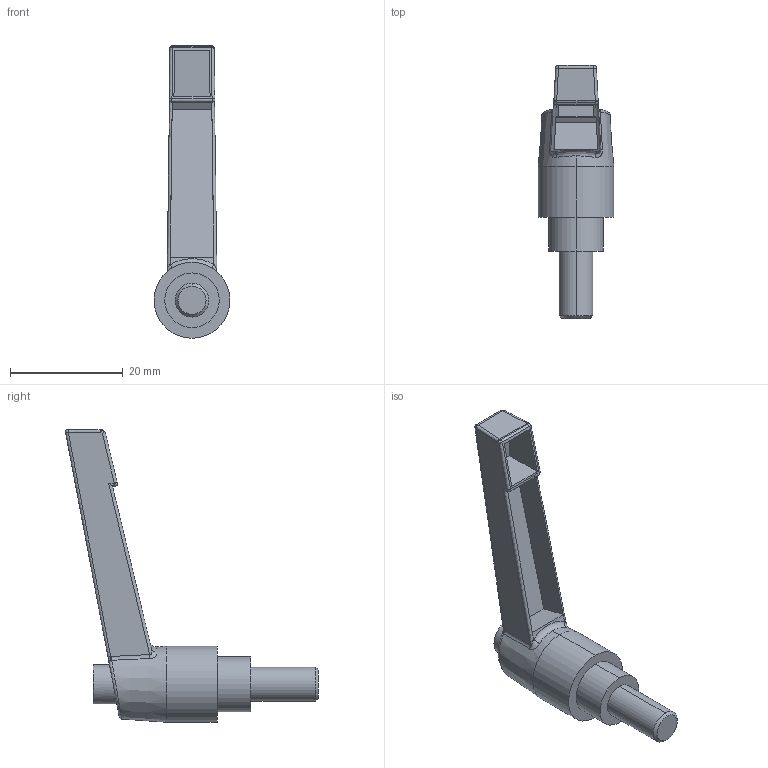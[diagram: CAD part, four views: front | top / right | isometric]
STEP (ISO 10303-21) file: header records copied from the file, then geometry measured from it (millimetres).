
FILE_DESCRIPTION (( 'STEP AP214' ), '1' );
FILE_NAME ('T02 Âèíò ñ ðóêîÿòêîé Ì6õ12.STEP', '2020-08-06T07:58:20', ( 'Windows User' ), ( '' ), 'SwSTEP 2.0', 'SolidWorks 2020', '' );
FILE_SCHEMA (( 'AUTOMOTIVE_DESIGN' ));
Length unit declared in the file: millimetre
Products named in the file (1): T02 Âèíò ñ ðóêîÿòêîé Ì6õ12
Bounding box: 13.5 x 44.91 x 51.95 mm (x, y, z)
Volume: 4328.7 mm3; surface area: 3243.9 mm2
Topology: 1 solids, 1 shells, 73 faces, 160 edges, 92 vertices
Faces by surface type: bspline 31, plane 30, cylinder 8, cone 4
Entity records: 4525 total; most frequent: CARTESIAN_POINT 3166, ORIENTED_EDGE 316, DIRECTION 172, EDGE_CURVE 158, VERTEX_POINT 92, B_SPLINE_CURVE_WITH_KNOTS 85, EDGE_LOOP 78, ADVANCED_FACE 73
